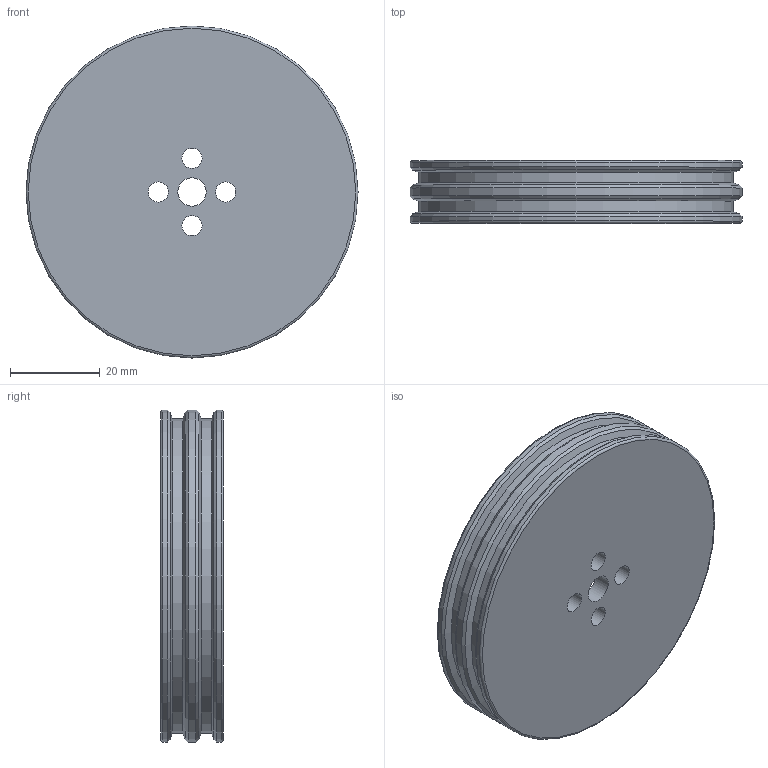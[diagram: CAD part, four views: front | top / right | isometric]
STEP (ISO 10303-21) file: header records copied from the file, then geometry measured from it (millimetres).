
FILE_DESCRIPTION(/* description */ (''),/* implementation_level */ '2;1');
FILE_NAME(/* name */ '',/* time_stamp */ '2023-09-26T14:11:32+09:00',/* author */ (''),/* organization */ (''),/* preprocessor_version */ 'ST-DEVELOPER v20',/* originating_system */ 'Autodesk Translation Framework v12.14.0.127',/* authorisation */ '');
FILE_SCHEMA (('AUTOMOTIVE_DESIGN { 1 0 10303 214 3 1 1 }'));
Length unit declared in the file: millimetre
Products named in the file (1): ホイール
Bounding box: 74 x 14 x 74 mm (x, y, z)
Volume: 28568.9 mm3; surface area: 13933.6 mm2
Topology: 1 solids, 1 shells, 26 faces, 61 edges, 38 vertices
Faces by surface type: cylinder 11, cone 10, plane 3, torus 2
Full cylindrical faces by diameter (mm): 4.5 x4, 6.3 x1, 60 x1, 70 x2, 74 x3
Entity records: 814 total; most frequent: DIRECTION 155, CARTESIAN_POINT 126, ORIENTED_EDGE 122, AXIS2_PLACEMENT_3D 67, EDGE_CURVE 61, CIRCLE 40, VERTEX_POINT 38, EDGE_LOOP 37
